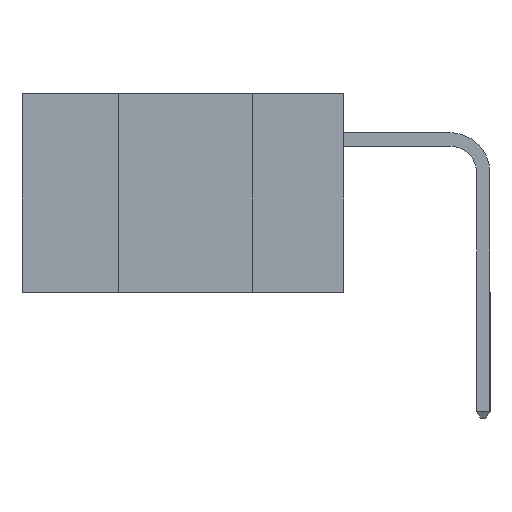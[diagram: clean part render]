
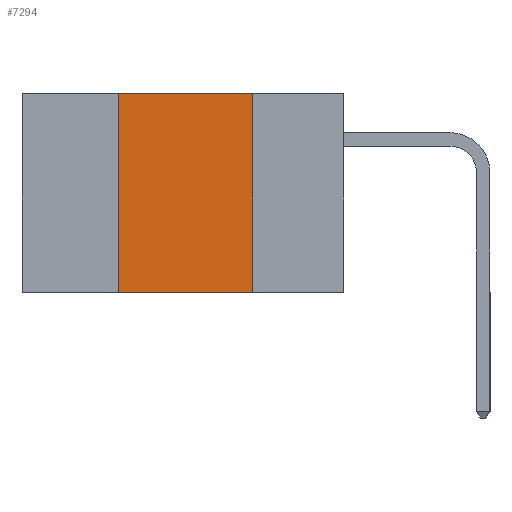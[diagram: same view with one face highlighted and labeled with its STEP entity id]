
A CAD part, left-side view. The second image highlights one B-rep face of the part: STEP entity #7294.
In plain terms, the highlighted planar face has unit normal (-1, 0, 0).
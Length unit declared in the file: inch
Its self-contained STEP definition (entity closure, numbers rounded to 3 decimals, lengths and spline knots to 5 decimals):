
#900 = VERTEX_POINT ( 'NONE', #7840 ) ;
#925 = EDGE_CURVE ( 'NONE', #1230, #6895, #3873, .T. ) ;
#980 = ORIENTED_EDGE ( 'NONE', *, *, #7532, .F. ) ;
#1230 = VERTEX_POINT ( 'NONE', #5302 ) ;
#2935 = PLANE ( 'NONE',  #4218 ) ;
#3354 = ORIENTED_EDGE ( 'NONE', *, *, #5476, .T. ) ;
#3391 = CARTESIAN_POINT ( 'NONE',  ( 0., 0.6, 0. ) ) ;
#3873 = LINE ( 'NONE', #7622, #9260 ) ;
#3919 = LINE ( 'NONE', #6643, #9001 ) ;
#4207 = DIRECTION ( 'NONE',  ( 0., -1., 0. ) ) ;
#4218 = AXIS2_PLACEMENT_3D ( 'NONE', #12957, #4995, #12042 ) ;
#4232 = EDGE_CURVE ( 'NONE', #5046, #1230, #10722, .T. ) ;
#4496 = CARTESIAN_POINT ( 'NONE',  ( 0., 0.17, -0.37 ) ) ;
#4966 = LINE ( 'NONE', #7415, #12340 ) ;
#4995 = DIRECTION ( 'NONE',  ( 1., 0., 0. ) ) ;
#5046 = VERTEX_POINT ( 'NONE', #9717 ) ;
#5302 = CARTESIAN_POINT ( 'NONE',  ( 0., 0.17, 0. ) ) ;
#5476 = EDGE_CURVE ( 'NONE', #900, #6895, #3919, .T. ) ;
#6643 = CARTESIAN_POINT ( 'NONE',  ( 0., 0.6, -0.37 ) ) ;
#6895 = VERTEX_POINT ( 'NONE', #4496 ) ;
#6932 = DIRECTION ( 'NONE',  ( 0., -1., 0. ) ) ;
#7251 = ORIENTED_EDGE ( 'NONE', *, *, #4232, .F. ) ;
#7294 = ADVANCED_FACE ( 'NONE', ( #10804 ), #2935, .F. ) ;
#7415 = CARTESIAN_POINT ( 'NONE',  ( 0., 0.42, 0. ) ) ;
#7532 = EDGE_CURVE ( 'NONE', #900, #5046, #4966, .T. ) ;
#7622 = CARTESIAN_POINT ( 'NONE',  ( 0., 0.17, 0. ) ) ;
#7756 = DIRECTION ( 'NONE',  ( 0., 0., -1. ) ) ;
#7840 = CARTESIAN_POINT ( 'NONE',  ( 0., 0.42, -0.37 ) ) ;
#8070 = VECTOR ( 'NONE', #4207, 39.37008 ) ;
#8444 = DIRECTION ( 'NONE',  ( 0., 0., 1. ) ) ;
#9001 = VECTOR ( 'NONE', #6932, 39.37008 ) ;
#9260 = VECTOR ( 'NONE', #7756, 39.37008 ) ;
#9717 = CARTESIAN_POINT ( 'NONE',  ( 0., 0.42, 0. ) ) ;
#10722 = LINE ( 'NONE', #3391, #8070 ) ;
#10804 = FACE_OUTER_BOUND ( 'NONE', #12532, .T. ) ;
#11656 = ORIENTED_EDGE ( 'NONE', *, *, #925, .F. ) ;
#12042 = DIRECTION ( 'NONE',  ( 0., 0., -1. ) ) ;
#12340 = VECTOR ( 'NONE', #8444, 39.37008 ) ;
#12532 = EDGE_LOOP ( 'NONE', ( #11656, #7251, #980, #3354 ) ) ;
#12957 = CARTESIAN_POINT ( 'NONE',  ( 0., 0.6, 0. ) ) ;
